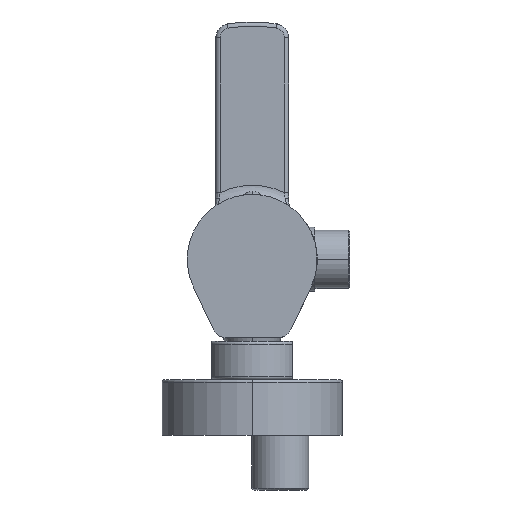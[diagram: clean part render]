
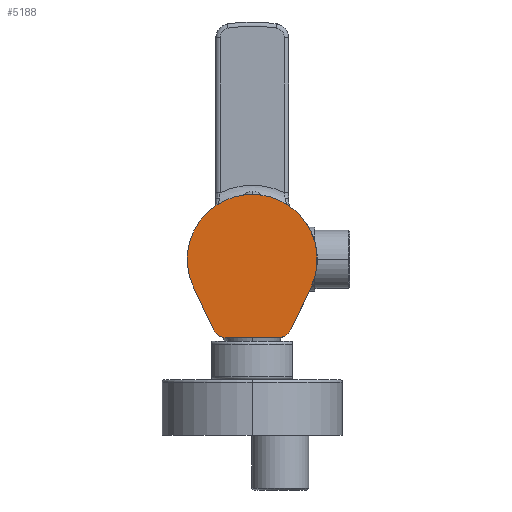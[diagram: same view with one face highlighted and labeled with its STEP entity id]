
A CAD part, left-side view. The second image highlights one B-rep face of the part: STEP entity #5188.
In plain terms, the highlighted planar face has unit normal (-1, 0, 0).
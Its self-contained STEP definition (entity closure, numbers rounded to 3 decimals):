
#25=CARTESIAN_POINT('',(-112.,9.33,-23.));
#26=DIRECTION('',(-1.,0.,0.));
#27=DIRECTION('',(0.,0.904,-0.427));
#28=AXIS2_PLACEMENT_3D('',#25,#26,#27);
#30=DIRECTION('',(0.,0.427,0.904));
#31=VECTOR('',#30,16.822);
#32=CARTESIAN_POINT('',(-112.,13.852,-25.133));
#33=LINE('',#32,#31);
#34=CARTESIAN_POINT('',(-112.,0.,0.));
#35=DIRECTION('',(1.,0.,0.));
#36=DIRECTION('',(0.,0.904,-0.427));
#37=AXIS2_PLACEMENT_3D('',#34,#35,#36);
#39=DIRECTION('',(0.,0.427,-0.904));
#40=VECTOR('',#39,16.822);
#41=CARTESIAN_POINT('',(-112.,-21.028,-9.918));
#42=LINE('',#41,#40);
#43=CARTESIAN_POINT('',(-112.,-9.33,-23.));
#44=DIRECTION('',(-1.,0.,0.));
#45=DIRECTION('',(0.,0.,-1.));
#46=AXIS2_PLACEMENT_3D('',#43,#44,#45);
#48=DIRECTION('',(0.,1.,0.));
#49=VECTOR('',#48,18.66);
#50=CARTESIAN_POINT('',(-112.,-9.33,-28.));
#51=LINE('',#50,#49);
#4510=CARTESIAN_POINT('',(-112.,21.028,-9.918));
#4511=CARTESIAN_POINT('',(-112.,-21.028,-9.918));
#4512=VERTEX_POINT('',#4510);
#4513=VERTEX_POINT('',#4511);
#4518=CARTESIAN_POINT('',(-112.,13.852,-25.133));
#4519=CARTESIAN_POINT('',(-112.,9.33,-28.));
#4520=VERTEX_POINT('',#4518);
#4521=VERTEX_POINT('',#4519);
#4526=CARTESIAN_POINT('',(-112.,-9.33,-28.));
#4527=CARTESIAN_POINT('',(-112.,-13.852,-25.133));
#4528=VERTEX_POINT('',#4526);
#4529=VERTEX_POINT('',#4527);
#5169=CARTESIAN_POINT('',(-112.,0.,0.));
#5170=DIRECTION('',(1.,0.,0.));
#5171=DIRECTION('',(0.,0.,-1.));
#5172=AXIS2_PLACEMENT_3D('',#5169,#5170,#5171);
#5173=PLANE('',#5172);
#5175=ORIENTED_EDGE('',*,*,#5174,.F.);
#5177=ORIENTED_EDGE('',*,*,#5176,.T.);
#5179=ORIENTED_EDGE('',*,*,#5178,.T.);
#5181=ORIENTED_EDGE('',*,*,#5180,.T.);
#5183=ORIENTED_EDGE('',*,*,#5182,.F.);
#5185=ORIENTED_EDGE('',*,*,#5184,.T.);
#5186=EDGE_LOOP('',(#5175,#5177,#5179,#5181,#5183,#5185));
#5187=FACE_OUTER_BOUND('',#5186,.F.);
#5188=ADVANCED_FACE('',(#5187),#5173,.F.);
#29=CIRCLE('',#28,5.);
#38=CIRCLE('',#37,23.25);
#47=CIRCLE('',#46,5.);
#5174=EDGE_CURVE('',#4520,#4521,#29,.T.);
#5176=EDGE_CURVE('',#4520,#4512,#33,.T.);
#5178=EDGE_CURVE('',#4512,#4513,#38,.T.);
#5180=EDGE_CURVE('',#4513,#4529,#42,.T.);
#5182=EDGE_CURVE('',#4528,#4529,#47,.T.);
#5184=EDGE_CURVE('',#4528,#4521,#51,.T.);
